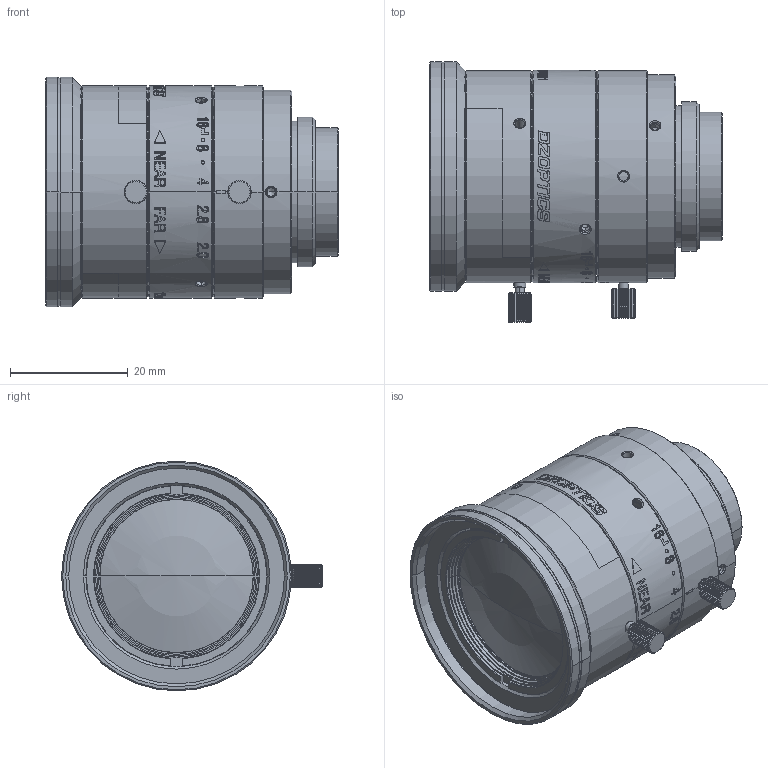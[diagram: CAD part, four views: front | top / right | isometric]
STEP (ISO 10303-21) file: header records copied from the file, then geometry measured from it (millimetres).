
FILE_DESCRIPTION((''),'2;1');
FILE_NAME('DZO_LA1220A_2305_ALL_ASM','2022-08-08T',('Administrator'),(''),'PRO/ENGINEER BY PARAMETRIC TECHNOLOGY CORPORATION, 2014320','PRO/ENGINEER BY PARAMETRIC TECHNOLOGY CORPORATION, 2014320','');
FILE_SCHEMA(('CONFIG_CONTROL_DESIGN'));
Products named in the file (1): DZO_LA1220A_2305_ALL_ASM
Bounding box: 49.68 x 44.25 x 39 mm (x, y, z)
Volume: 28978.6 mm3; surface area: 25057.8 mm2
Topology: 1 solids, 8 shells, 1862 faces, 4873 edges, 3112 vertices
Faces by surface type: bspline 617, plane 606, cylinder 395, cone 227, extrusion 13, sphere 4
Entity records: 90243 total; most frequent: CARTESIAN_POINT 48578, ORIENTED_EDGE 9702, DIRECTION 6854, EDGE_CURVE 4851, VERTEX_POINT 3112, AXIS2_PLACEMENT_3D 2422, EDGE_LOOP 2033, VECTOR 2010
